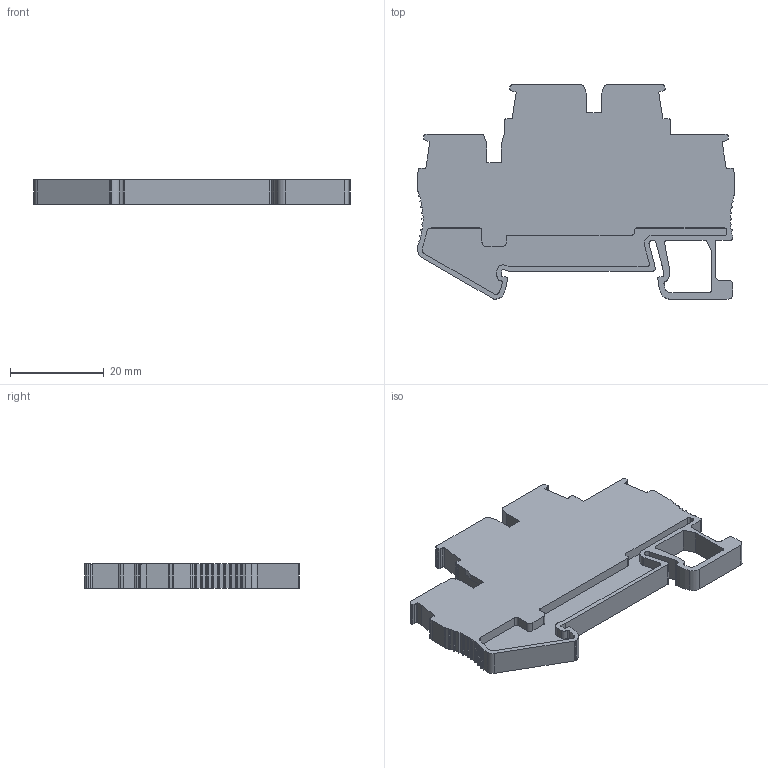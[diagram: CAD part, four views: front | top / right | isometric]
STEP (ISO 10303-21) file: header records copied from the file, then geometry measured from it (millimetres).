
FILE_DESCRIPTION((''),'2;1');
FILE_NAME('UJ5-2_5_2-2','2021-04-17T',('ASUS'),(''),'PRO/ENGINEER BY PARAMETRIC TECHNOLOGY CORPORATION, 2013230','PRO/ENGINEER BY PARAMETRIC TECHNOLOGY CORPORATION, 2013230','');
FILE_SCHEMA(('CONFIG_CONTROL_DESIGN'));
Length unit declared in the file: millimetre
Products named in the file (1): UJ5-2_5_2-2
Bounding box: 67.6 x 45.8 x 5.2 mm (x, y, z)
Volume: 9481.6 mm3; surface area: 7065.9 mm2
Topology: 1 solids, 1 shells, 319 faces, 1000 edges, 685 vertices
Faces by surface type: plane 187, cylinder 132
Entity records: 11356 total; most frequent: CARTESIAN_POINT 2085, ORIENTED_EDGE 2000, DIRECTION 1954, EDGE_CURVE 1000, VERTEX_POINT 685, AXIS2_PLACEMENT_3D 652, VECTOR 650, LINE 650
